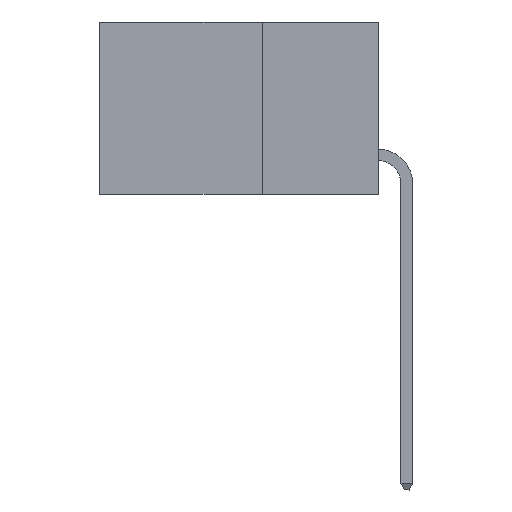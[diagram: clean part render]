
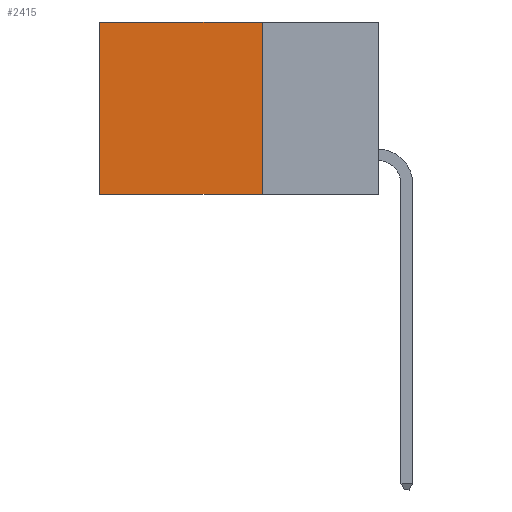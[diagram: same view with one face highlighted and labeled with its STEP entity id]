
A CAD part, left-side view. The second image highlights one B-rep face of the part: STEP entity #2415.
In plain terms, the highlighted planar face has unit normal (-1, 0, 0).
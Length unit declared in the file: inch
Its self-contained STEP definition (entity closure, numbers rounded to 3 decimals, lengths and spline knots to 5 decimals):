
#404 = CARTESIAN_POINT ( 'NONE',  ( 0.298, 0.25, -0.37 ) ) ;
#1028 = EDGE_CURVE ( 'NONE', #1410, #7476, #8512, .T. ) ;
#1259 = ORIENTED_EDGE ( 'NONE', *, *, #1028, .F. ) ;
#1410 = VERTEX_POINT ( 'NONE', #7663 ) ;
#1573 = FACE_OUTER_BOUND ( 'NONE', #2974, .T. ) ;
#1609 = VECTOR ( 'NONE', #9660, 39.37008 ) ;
#1656 = CARTESIAN_POINT ( 'NONE',  ( 0.298, 0.25, 0. ) ) ;
#1720 = VECTOR ( 'NONE', #5466, 39.37008 ) ;
#2147 = EDGE_CURVE ( 'NONE', #1410, #11417, #4189, .T. ) ;
#2413 = CARTESIAN_POINT ( 'NONE',  ( 0.298, 0.25, -0.37 ) ) ;
#2415 = ADVANCED_FACE ( 'NONE', ( #1573 ), #9388, .F. ) ;
#2450 = DIRECTION ( 'NONE',  ( 0., 1., 0. ) ) ;
#2974 = EDGE_LOOP ( 'NONE', ( #3971, #8037, #1259, #4396 ) ) ;
#2997 = LINE ( 'NONE', #5194, #9787 ) ;
#3463 = AXIS2_PLACEMENT_3D ( 'NONE', #8428, #10047, #9564 ) ;
#3971 = ORIENTED_EDGE ( 'NONE', *, *, #7589, .T. ) ;
#4189 = LINE ( 'NONE', #8068, #1720 ) ;
#4396 = ORIENTED_EDGE ( 'NONE', *, *, #2147, .T. ) ;
#5127 = CARTESIAN_POINT ( 'NONE',  ( 0.298, 0.6, 0. ) ) ;
#5194 = CARTESIAN_POINT ( 'NONE',  ( 0.298, 0.6, 0. ) ) ;
#5466 = DIRECTION ( 'NONE',  ( 0., 1., 0. ) ) ;
#6423 = CARTESIAN_POINT ( 'NONE',  ( 0.298, 0.6, -0.37 ) ) ;
#7476 = VERTEX_POINT ( 'NONE', #404 ) ;
#7528 = VECTOR ( 'NONE', #2450, 39.37008 ) ;
#7589 = EDGE_CURVE ( 'NONE', #11417, #8435, #2997, .T. ) ;
#7663 = CARTESIAN_POINT ( 'NONE',  ( 0.298, 0.25, 0. ) ) ;
#7857 = DIRECTION ( 'NONE',  ( 0., 0., -1. ) ) ;
#8037 = ORIENTED_EDGE ( 'NONE', *, *, #11428, .F. ) ;
#8068 = CARTESIAN_POINT ( 'NONE',  ( 0.298, 0.25, 0. ) ) ;
#8428 = CARTESIAN_POINT ( 'NONE',  ( 0.298, 0.25, 0. ) ) ;
#8435 = VERTEX_POINT ( 'NONE', #6423 ) ;
#8512 = LINE ( 'NONE', #1656, #1609 ) ;
#9388 = PLANE ( 'NONE',  #3463 ) ;
#9564 = DIRECTION ( 'NONE',  ( 0., 0., -1. ) ) ;
#9660 = DIRECTION ( 'NONE',  ( 0., 0., -1. ) ) ;
#9787 = VECTOR ( 'NONE', #7857, 39.37008 ) ;
#9844 = LINE ( 'NONE', #2413, #7528 ) ;
#10047 = DIRECTION ( 'NONE',  ( 1., 0., 0. ) ) ;
#11417 = VERTEX_POINT ( 'NONE', #5127 ) ;
#11428 = EDGE_CURVE ( 'NONE', #7476, #8435, #9844, .T. ) ;
